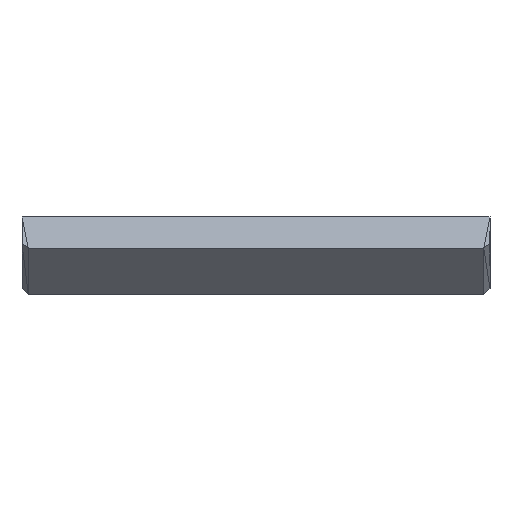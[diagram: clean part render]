
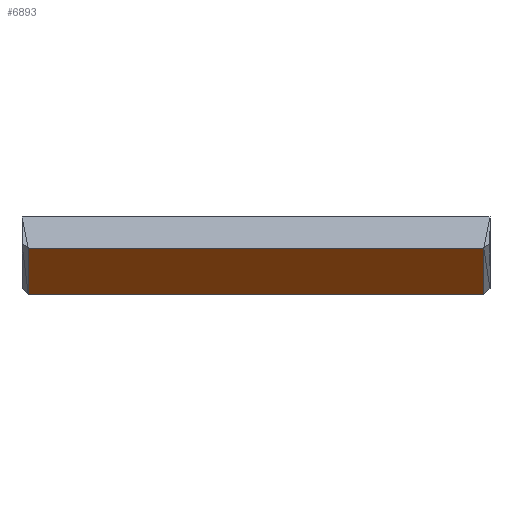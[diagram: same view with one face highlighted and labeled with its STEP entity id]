
A CAD part, left-side view. The second image highlights one B-rep face of the part: STEP entity #6893.
In plain terms, the highlighted planar face has unit normal (-0.707, 0, -0.707).
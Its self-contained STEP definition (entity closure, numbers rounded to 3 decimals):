
#1894 = VERTEX_POINT('',#1895);
#1895 = CARTESIAN_POINT('',(43.329,119.247,0.));
#1901 = EDGE_CURVE('',#1902,#1894,#1904,.T.);
#1902 = VERTEX_POINT('',#1903);
#1903 = CARTESIAN_POINT('',(43.329,148.447,0.));
#1904 = LINE('',#1905,#1906);
#1905 = CARTESIAN_POINT('',(43.329,148.447,0.));
#1906 = VECTOR('',#1907,1.);
#1907 = DIRECTION('',(0.,-1.,0.));
#6074 = EDGE_CURVE('',#1902,#6075,#6077,.T.);
#6075 = VERTEX_POINT('',#6076);
#6076 = CARTESIAN_POINT('',(40.329,148.447,3.
    ));
#6077 = LINE('',#6078,#6079);
#6078 = CARTESIAN_POINT('',(43.329,148.447,0.));
#6079 = VECTOR('',#6080,1.);
#6080 = DIRECTION('',(-0.707,0.,0.707));
#6893 = ADVANCED_FACE('',(#6894),#6912,.T.);
#6894 = FACE_BOUND('',#6895,.T.);
#6895 = EDGE_LOOP('',(#6896,#6897,#6905,#6911));
#6896 = ORIENTED_EDGE('',*,*,#1901,.T.);
#6897 = ORIENTED_EDGE('',*,*,#6898,.T.);
#6898 = EDGE_CURVE('',#1894,#6899,#6901,.T.);
#6899 = VERTEX_POINT('',#6900);
#6900 = CARTESIAN_POINT('',(40.329,119.247,
    3.));
#6901 = LINE('',#6902,#6903);
#6902 = CARTESIAN_POINT('',(43.329,119.247,0.));
#6903 = VECTOR('',#6904,1.);
#6904 = DIRECTION('',(-0.707,0.,0.707));
#6905 = ORIENTED_EDGE('',*,*,#6906,.T.);
#6906 = EDGE_CURVE('',#6899,#6075,#6907,.T.);
#6907 = LINE('',#6908,#6909);
#6908 = CARTESIAN_POINT('',(40.329,119.247,
    3.));
#6909 = VECTOR('',#6910,1.);
#6910 = DIRECTION('',(0.,1.,0.));
#6911 = ORIENTED_EDGE('',*,*,#6074,.F.);
#6912 = PLANE('',#6913);
#6913 = AXIS2_PLACEMENT_3D('',#6914,#6915,#6916);
#6914 = CARTESIAN_POINT('',(41.829,133.847,
    1.5));
#6915 = DIRECTION('',(-0.707,0.,
    -0.707));
#6916 = DIRECTION('',(0.707,0.,-0.707));
